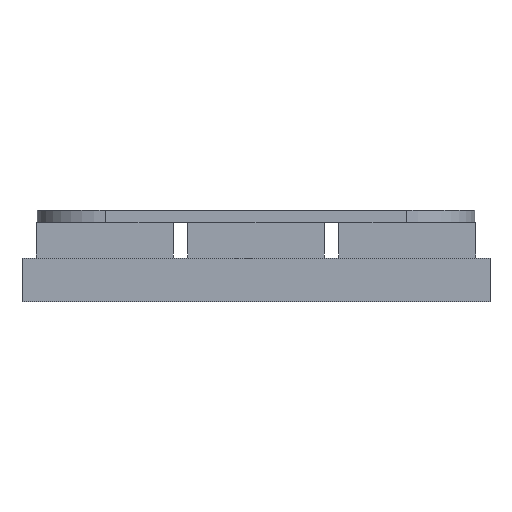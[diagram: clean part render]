
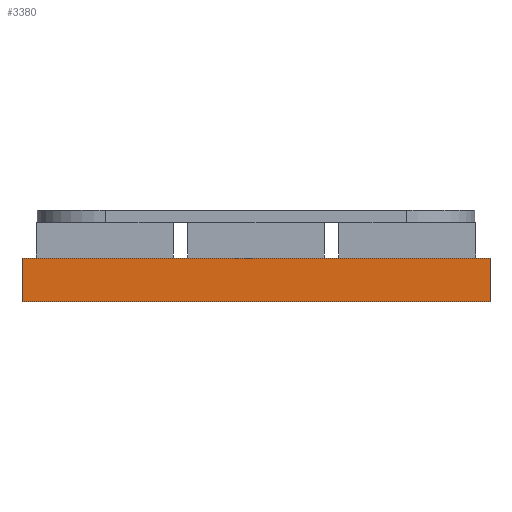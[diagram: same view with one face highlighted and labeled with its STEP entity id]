
A CAD part, front view. The second image highlights one B-rep face of the part: STEP entity #3380.
In plain terms, the highlighted planar face has unit normal (0, -1, 0).
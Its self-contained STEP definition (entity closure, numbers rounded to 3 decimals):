
#47 = AXIS2_PLACEMENT_3D ( 'NONE', #1385, #2498, #1915 ) ;
#148 = CARTESIAN_POINT ( 'NONE',  ( 0., 0., 1.6 ) ) ;
#215 = LINE ( 'NONE', #1383, #794 ) ;
#301 = VECTOR ( 'NONE', #5007, 1000. ) ;
#397 = ORIENTED_EDGE ( 'NONE', *, *, #2739, .F. ) ;
#525 = EDGE_CURVE ( 'NONE', #1160, #2436, #1711, .T. ) ;
#794 = VECTOR ( 'NONE', #3053, 1000. ) ;
#1160 = VERTEX_POINT ( 'NONE', #4977 ) ;
#1225 = EDGE_CURVE ( 'NONE', #3365, #2436, #215, .T. ) ;
#1269 = ORIENTED_EDGE ( 'NONE', *, *, #4889, .T. ) ;
#1383 = CARTESIAN_POINT ( 'NONE',  ( 0., 0., 0. ) ) ;
#1385 = CARTESIAN_POINT ( 'NONE',  ( 0., 0., 1.6 ) ) ;
#1536 = VECTOR ( 'NONE', #3234, 1000. ) ;
#1584 = CARTESIAN_POINT ( 'NONE',  ( 0., 0., 1.6 ) ) ;
#1711 = LINE ( 'NONE', #2040, #1899 ) ;
#1899 = VECTOR ( 'NONE', #3363, 1000. ) ;
#1915 = DIRECTION ( 'NONE',  ( 1., 0., 0. ) ) ;
#2019 = LINE ( 'NONE', #1584, #1536 ) ;
#2040 = CARTESIAN_POINT ( 'NONE',  ( -17.1, 0., 1.6 ) ) ;
#2136 = CARTESIAN_POINT ( 'NONE',  ( 0., 0., 0. ) ) ;
#2436 = VERTEX_POINT ( 'NONE', #4732 ) ;
#2479 = EDGE_LOOP ( 'NONE', ( #3160, #397, #1269, #3318 ) ) ;
#2498 = DIRECTION ( 'NONE',  ( 0., -1., 0. ) ) ;
#2587 = LINE ( 'NONE', #148, #301 ) ;
#2603 = PLANE ( 'NONE',  #47 ) ;
#2739 = EDGE_CURVE ( 'NONE', #3607, #3365, #2019, .T. ) ;
#3053 = DIRECTION ( 'NONE',  ( -1., 0., 0. ) ) ;
#3160 = ORIENTED_EDGE ( 'NONE', *, *, #1225, .F. ) ;
#3234 = DIRECTION ( 'NONE',  ( 0., 0., -1. ) ) ;
#3318 = ORIENTED_EDGE ( 'NONE', *, *, #525, .T. ) ;
#3321 = CARTESIAN_POINT ( 'NONE',  ( 0., 0., 1.6 ) ) ;
#3363 = DIRECTION ( 'NONE',  ( 0., 0., -1. ) ) ;
#3365 = VERTEX_POINT ( 'NONE', #2136 ) ;
#3380 = ADVANCED_FACE ( 'NONE', ( #3762 ), #2603, .T. ) ;
#3607 = VERTEX_POINT ( 'NONE', #3321 ) ;
#3762 = FACE_OUTER_BOUND ( 'NONE', #2479, .T. ) ;
#4732 = CARTESIAN_POINT ( 'NONE',  ( -17.1, 0., 0. ) ) ;
#4889 = EDGE_CURVE ( 'NONE', #3607, #1160, #2587, .T. ) ;
#4977 = CARTESIAN_POINT ( 'NONE',  ( -17.1, 0., 1.6 ) ) ;
#5007 = DIRECTION ( 'NONE',  ( -1., 0., 0. ) ) ;
